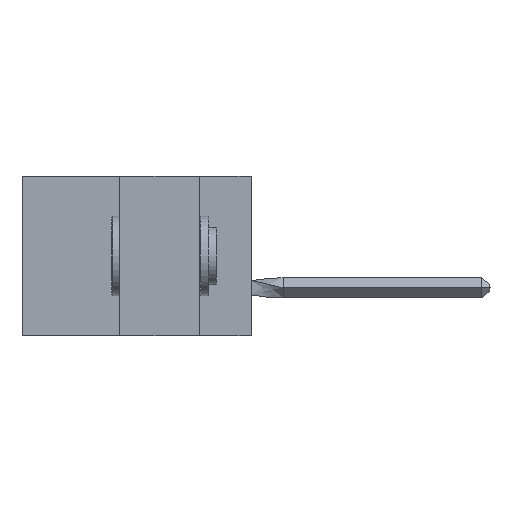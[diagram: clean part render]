
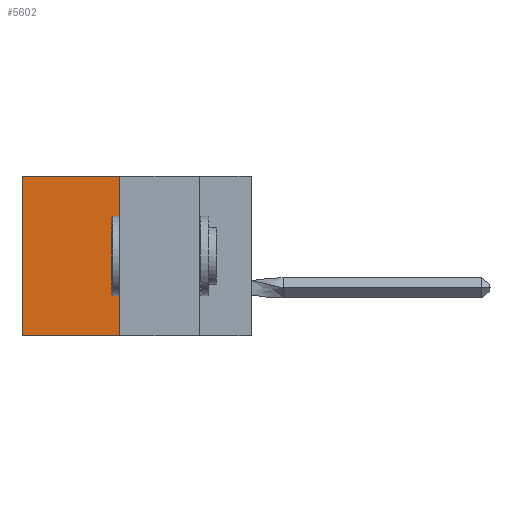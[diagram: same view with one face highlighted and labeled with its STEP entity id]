
A CAD part, left-side view. The second image highlights one B-rep face of the part: STEP entity #5602.
In plain terms, the highlighted planar face has unit normal (-1, 0, 0).
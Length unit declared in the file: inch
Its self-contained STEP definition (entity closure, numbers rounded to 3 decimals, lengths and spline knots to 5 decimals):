
#253 = AXIS2_PLACEMENT_3D ( 'NONE', #11353, #5155, #5227 ) ;
#1361 = FACE_OUTER_BOUND ( 'NONE', #18555, .T. ) ;
#2146 = LINE ( 'NONE', #16609, #20758 ) ;
#2246 = DIRECTION ( 'NONE',  ( 0., 0., -1. ) ) ;
#2930 = DIRECTION ( 'NONE',  ( 0., 1., 0. ) ) ;
#3353 = ORIENTED_EDGE ( 'NONE', *, *, #20264, .T. ) ;
#4016 = DIRECTION ( 'NONE',  ( 0., 0., -1. ) ) ;
#4112 = LINE ( 'NONE', #18269, #7874 ) ;
#4605 = EDGE_CURVE ( 'NONE', #17949, #13783, #2146, .T. ) ;
#5155 = DIRECTION ( 'NONE',  ( 1., 0., 0. ) ) ;
#5227 = DIRECTION ( 'NONE',  ( 0., 0., -1. ) ) ;
#5602 = ADVANCED_FACE ( 'NONE', ( #1361 ), #19756, .F. ) ;
#5769 = VERTEX_POINT ( 'NONE', #7222 ) ;
#7222 = CARTESIAN_POINT ( 'NONE',  ( 0.305, 0.413, 0. ) ) ;
#7388 = LINE ( 'NONE', #20038, #14961 ) ;
#7874 = VECTOR ( 'NONE', #2246, 39.37008 ) ;
#8585 = ORIENTED_EDGE ( 'NONE', *, *, #4605, .F. ) ;
#9752 = ORIENTED_EDGE ( 'NONE', *, *, #17316, .T. ) ;
#11353 = CARTESIAN_POINT ( 'NONE',  ( 0.305, 0.413, -0.5 ) ) ;
#11669 = EDGE_CURVE ( 'NONE', #5769, #17949, #4112, .T. ) ;
#11752 = DIRECTION ( 'NONE',  ( 0., 1., 0. ) ) ;
#12504 = CARTESIAN_POINT ( 'NONE',  ( 0.305, 0.413, 0. ) ) ;
#13783 = VERTEX_POINT ( 'NONE', #19768 ) ;
#14183 = CARTESIAN_POINT ( 'NONE',  ( 0.305, 0.413, -0.5 ) ) ;
#14961 = VECTOR ( 'NONE', #4016, 39.37008 ) ;
#16088 = VERTEX_POINT ( 'NONE', #18608 ) ;
#16309 = ORIENTED_EDGE ( 'NONE', *, *, #11669, .F. ) ;
#16609 = CARTESIAN_POINT ( 'NONE',  ( 0.305, 0.413, -0.5 ) ) ;
#17316 = EDGE_CURVE ( 'NONE', #16088, #13783, #7388, .T. ) ;
#17949 = VERTEX_POINT ( 'NONE', #14183 ) ;
#18269 = CARTESIAN_POINT ( 'NONE',  ( 0.305, 0.413, -0.5 ) ) ;
#18555 = EDGE_LOOP ( 'NONE', ( #9752, #8585, #16309, #3353 ) ) ;
#18608 = CARTESIAN_POINT ( 'NONE',  ( 0.305, 0.72, 0. ) ) ;
#18820 = LINE ( 'NONE', #12504, #20560 ) ;
#19756 = PLANE ( 'NONE',  #253 ) ;
#19768 = CARTESIAN_POINT ( 'NONE',  ( 0.305, 0.72, -0.5 ) ) ;
#20038 = CARTESIAN_POINT ( 'NONE',  ( 0.305, 0.72, -0.5 ) ) ;
#20264 = EDGE_CURVE ( 'NONE', #5769, #16088, #18820, .T. ) ;
#20560 = VECTOR ( 'NONE', #2930, 39.37008 ) ;
#20758 = VECTOR ( 'NONE', #11752, 39.37008 ) ;
